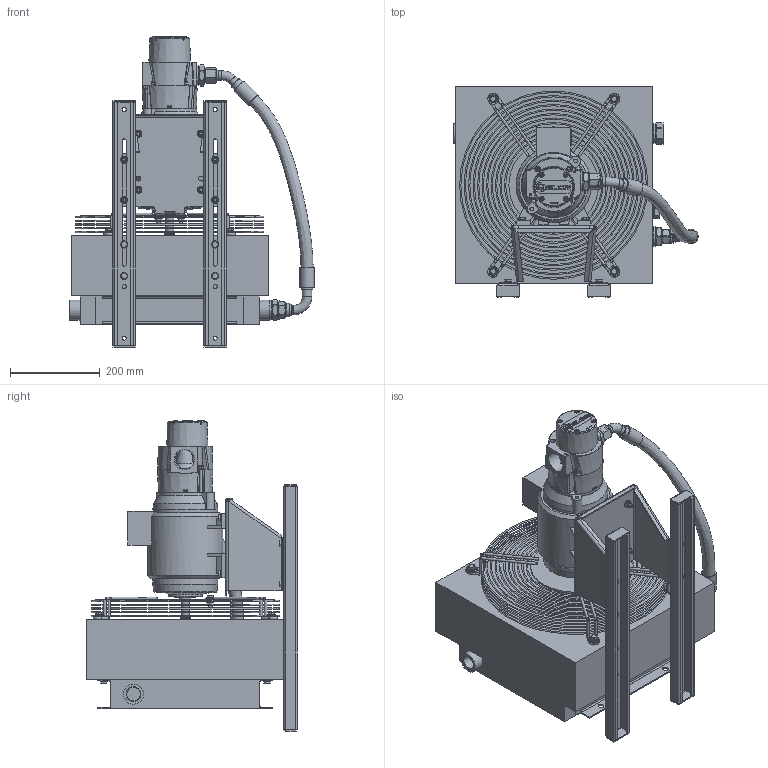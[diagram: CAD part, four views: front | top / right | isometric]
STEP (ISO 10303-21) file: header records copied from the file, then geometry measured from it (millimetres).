
FILE_DESCRIPTION( ( 'Unknown' ), '1' );
FILE_NAME( 'LOC3-011-6-D-C.stp', 'Unknown', ( 'Unknown' ), ( 'Unknown' ), 'PSStep 17.0.49', 'Unknown', ' ' );
FILE_SCHEMA( ( 'AUTOMOTIVE_DESIGN { 1 0 10303 214 1 1 1 1 }' ) );
Length unit declared in the file: millimetre
Products named in the file (130): Assem1; LOC2-011-6-D-D_8; LOC2-011-6-D-D_9; LOC2-011-6-D-D_10; LOC2-011-6-D-D_11; LOC2-011-6-D-D_12; LOC2-011-6-D-D_13; LOC2-011-6-D-D_14; LOC2-011-6-D-D_15; LOC2-011-6-D-D_16; LOC2-011-6-D-D_17; LOC2-011-6-D-D_18; LOC2-011-6-D-D_19; LOC2-011-6-D-D_20; LOC2-011-6-D-D_21; LOC2-011-6-D-D_22; LOC2-011-6-D-D_23; LOC3-011-6-D-C_24; LOC2-011-6-D-D_25; LOC2-011-6-D-D_26; LOC2-011-6-D-D_27; LOC2-011-6-D-D_28; LOC2-011-6-D-D_31; LOC2-011-6-D-D_32; LOC2-011-6-D-D_33; LOC2-011-6-D-D_34; LOC2-011-6-D-D_35; LOC2-011-6-D-D_48; LOC2-011-6-D-D_49; LOC2-011-6-D-D_50; LOC2-011-6-D-D_51; LOC2-011-6-D-D_52; LOC2-011-6-D-D_53; LOC2-011-6-D-D_54; LOC2-011-6-D-D_55; LOC2-011-6-D-D_56; LOC2-011-6-D-D_57; LOC2-011-6-D-D_58; LOC2-011-6-D-D_59; LOC2-011-6-D-D_62 ...
Assembly tree (129 placements, depth 2):
  Assem1
    LOC2-011-6-D-D_8
    LOC2-011-6-D-D_9
    LOC2-011-6-D-D_10
    LOC2-011-6-D-D_11
    LOC2-011-6-D-D_12
    LOC2-011-6-D-D_13
    LOC2-011-6-D-D_14
    LOC2-011-6-D-D_15
    LOC2-011-6-D-D_16
    LOC2-011-6-D-D_17
    LOC2-011-6-D-D_18
    LOC2-011-6-D-D_19
    LOC2-011-6-D-D_20
    LOC2-011-6-D-D_21
    LOC2-011-6-D-D_22
    LOC2-011-6-D-D_23
    LOC3-011-6-D-C_24
    LOC2-011-6-D-D_25
    LOC2-011-6-D-D_26
    LOC2-011-6-D-D_27
    LOC2-011-6-D-D_28
    LOC2-011-6-D-D_31
    LOC2-011-6-D-D_32
    LOC2-011-6-D-D_33
    LOC2-011-6-D-D_34
    LOC2-011-6-D-D_35
    LOC2-011-6-D-D_48
    LOC2-011-6-D-D_49
    LOC2-011-6-D-D_50
    LOC2-011-6-D-D_51
    LOC2-011-6-D-D_52
    LOC2-011-6-D-D_53
    LOC2-011-6-D-D_54
    LOC2-011-6-D-D_55
    LOC2-011-6-D-D_56
    LOC2-011-6-D-D_57
    LOC2-011-6-D-D_58
    LOC2-011-6-D-D_59
    LOC2-011-6-D-D_62
    LOC2-011-6-D-D_63
    LOC2-011-6-D-D_64
    LOC2-011-6-D-D_65
    LOC2-011-6-D-D_67
    LOC2-011-6-D-D_68
    LOC2-011-6-D-D_69
    LOC2-011-6-D-D_70
    LOC2-011-6-D-D_71
    LOC2-011-6-D-D_72
    LOC2-011-6-D-D_73
    LOC2-011-6-D-D_74
    LOC2-011-6-D-D_75
    LOC2-011-6-D-D_76
    LOC2-011-6-D-D_77
    LOC2-011-6-D-D_78
    LOC2-011-6-D-D_79
    LOC2-011-6-D-D_80
    LOC2-011-6-D-D_81
    LOC2-011-6-D-D_82
    LOC2-011-6-D-D_83
Bounding box: 545.5 x 470 x 691.99 mm (x, y, z)
Volume: 41729582.7 mm3; surface area: 2458515.1 mm2
Topology: 129 solids, 136 shells, 2397 faces, 5525 edges, 3450 vertices
Faces by surface type: plane 1119, cylinder 535, cone 435, bspline 197, torus 105, extrusion 6
Full cylindrical faces by diameter (mm): 4 x1, 4.2 x4, 4.917 x13, 4.918 x1, 5.2 x8, 6 x37, 6.4 x4, 6.5 x6, 7 x1, 8 x32, 8.377 x2, 8.4 x28, 8.88 x1, 9 x20, 10 x12, 11 x10, 11.6 x10, 11.63 x18, 12 x5, 13 x2, 13.835 x1, 16 x36, 17 x1, 18.631 x2, 19 x4, 20.752 x1, 20.955 x1, 21 x9, 21.9 x1, 22 x6
Entity records: 94031 total; most frequent: CARTESIAN_POINT 23873, DIRECTION 9890, ORIENTED_EDGE 9442, EDGE_CURVE 4721, AXIS2_PLACEMENT_3D 4023, VERTEX_POINT 3320, EDGE_LOOP 3308, FACE_OUTER_BOUND 2766
